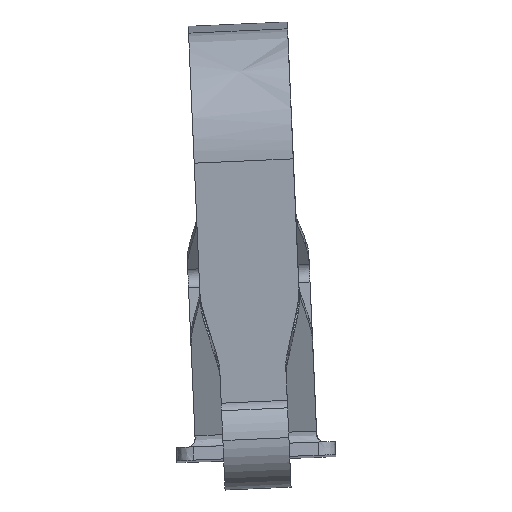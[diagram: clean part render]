
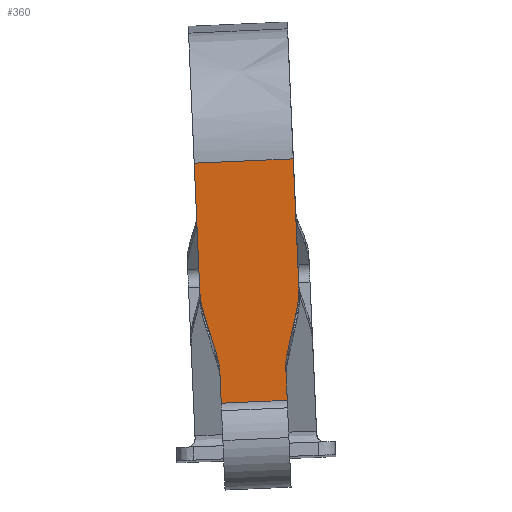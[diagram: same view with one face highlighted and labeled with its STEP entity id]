
A CAD part, front view. The second image highlights one B-rep face of the part: STEP entity #360.
In plain terms, the highlighted planar face has unit normal (0.002, -0.999, -0.052).
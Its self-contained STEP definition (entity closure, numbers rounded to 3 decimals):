
#71=CARTESIAN_POINT('Vertex',(44987.691,1036.452,-2773.343)) ;
#75=CARTESIAN_POINT('Control Point',(44987.691,1036.452,-2773.343)) ;
#76=CARTESIAN_POINT('Control Point',(44987.132,1036.584,-2775.909)) ;
#77=CARTESIAN_POINT('Control Point',(44986.907,1036.72,-2778.548)) ;
#78=CARTESIAN_POINT('Control Point',(44987.022,1036.856,-2781.172)) ;
#79=CARTESIAN_POINT('Vertex',(44987.022,1036.856,-2781.172)) ;
#189=CARTESIAN_POINT('Line Origine',(44987.454,1037.369,-2791.056)) ;
#193=CARTESIAN_POINT('Vertex',(44987.886,1037.881,-2800.941)) ;
#264=CARTESIAN_POINT('Axis2P3D Location',(44961.531,1030.329,-2656.034)) ;
#269=CARTESIAN_POINT('Line Origine',(44990.735,1035.735,-2759.358)) ;
#273=CARTESIAN_POINT('Vertex',(44993.78,1035.017,-2745.373)) ;
#277=CARTESIAN_POINT('Control Point',(44993.78,1035.017,-2745.373)) ;
#278=CARTESIAN_POINT('Control Point',(44994.339,1034.885,-2742.807)) ;
#279=CARTESIAN_POINT('Control Point',(44994.731,1034.751,-2740.204)) ;
#280=CARTESIAN_POINT('Control Point',(44994.956,1034.616,-2737.58)) ;
#281=CARTESIAN_POINT('Control Point',(44995.01,1034.48,-2734.949)) ;
#282=CARTESIAN_POINT('Control Point',(44994.895,1034.344,-2732.325)) ;
#283=CARTESIAN_POINT('Vertex',(44994.895,1034.344,-2732.325)) ;
#286=CARTESIAN_POINT('Line Origine',(44993.199,1032.332,-2693.525)) ;
#290=CARTESIAN_POINT('Vertex',(44991.502,1030.321,-2654.724)) ;
#293=CARTESIAN_POINT('Line Origine',(44961.531,1030.329,-2656.034)) ;
#297=CARTESIAN_POINT('Vertex',(44931.56,1030.338,-2657.344)) ;
#300=CARTESIAN_POINT('Line Origine',(44933.256,1032.349,-2696.145)) ;
#304=CARTESIAN_POINT('Vertex',(44934.953,1034.361,-2734.945)) ;
#308=CARTESIAN_POINT('Control Point',(44937.203,1035.033,-2747.846)) ;
#309=CARTESIAN_POINT('Control Point',(44936.422,1034.902,-2745.338)) ;
#310=CARTESIAN_POINT('Control Point',(44935.804,1034.768,-2742.78)) ;
#311=CARTESIAN_POINT('Control Point',(44935.351,1034.633,-2740.186)) ;
#312=CARTESIAN_POINT('Control Point',(44935.067,1034.497,-2737.569)) ;
#313=CARTESIAN_POINT('Control Point',(44934.953,1034.361,-2734.945)) ;
#314=CARTESIAN_POINT('Vertex',(44937.203,1035.033,-2747.846)) ;
#317=CARTESIAN_POINT('Line Origine',(44941.456,1035.749,-2761.512)) ;
#321=CARTESIAN_POINT('Vertex',(44945.71,1036.464,-2775.178)) ;
#325=CARTESIAN_POINT('Control Point',(44945.71,1036.464,-2775.178)) ;
#326=CARTESIAN_POINT('Control Point',(44946.178,1036.543,-2776.683)) ;
#327=CARTESIAN_POINT('Control Point',(44946.549,1036.623,-2778.218)) ;
#328=CARTESIAN_POINT('Control Point',(44946.821,1036.704,-2779.774)) ;
#329=CARTESIAN_POINT('Control Point',(44946.991,1036.786,-2781.344)) ;
#330=CARTESIAN_POINT('Control Point',(44947.06,1036.868,-2782.918)) ;
#331=CARTESIAN_POINT('Vertex',(44947.06,1036.868,-2782.918)) ;
#334=CARTESIAN_POINT('Line Origine',(44947.492,1037.38,-2792.803)) ;
#338=CARTESIAN_POINT('Vertex',(44947.924,1037.893,-2802.687)) ;
#341=CARTESIAN_POINT('Line Origine',(44967.905,1037.887,-2801.814)) ;
#190=DIRECTION('Vector Direction',(-0.044,-0.052,0.998)) ;
#265=DIRECTION('Axis2P3D Direction',(0.002,-0.999,-0.052)) ;
#266=DIRECTION('Axis2P3D XDirection',(0.044,0.052,-0.998)) ;
#270=DIRECTION('Vector Direction',(0.212,-0.05,0.976)) ;
#287=DIRECTION('Vector Direction',(0.044,0.052,-0.998)) ;
#294=DIRECTION('Vector Direction',(0.999,0.,0.044)) ;
#301=DIRECTION('Vector Direction',(0.044,0.052,-0.998)) ;
#318=DIRECTION('Vector Direction',(-0.297,-0.05,0.954)) ;
#335=DIRECTION('Vector Direction',(-0.044,-0.052,0.998)) ;
#342=DIRECTION('Vector Direction',(-0.999,0.,-0.044)) ;
#267=AXIS2_PLACEMENT_3D('Plane Axis2P3D',#264,#265,#266) ;
#347=ORIENTED_EDGE('',*,*,#195,.T.) ;
#348=ORIENTED_EDGE('',*,*,#81,.F.) ;
#349=ORIENTED_EDGE('',*,*,#275,.T.) ;
#350=ORIENTED_EDGE('',*,*,#285,.T.) ;
#351=ORIENTED_EDGE('',*,*,#292,.F.) ;
#352=ORIENTED_EDGE('',*,*,#299,.T.) ;
#353=ORIENTED_EDGE('',*,*,#306,.T.) ;
#354=ORIENTED_EDGE('',*,*,#316,.F.) ;
#355=ORIENTED_EDGE('',*,*,#323,.F.) ;
#356=ORIENTED_EDGE('',*,*,#333,.T.) ;
#357=ORIENTED_EDGE('',*,*,#340,.F.) ;
#358=ORIENTED_EDGE('',*,*,#345,.F.) ;
#191=VECTOR('Line Direction',#190,1.) ;
#271=VECTOR('Line Direction',#270,1.) ;
#288=VECTOR('Line Direction',#287,1.) ;
#295=VECTOR('Line Direction',#294,1.) ;
#302=VECTOR('Line Direction',#301,1.) ;
#319=VECTOR('Line Direction',#318,1.) ;
#336=VECTOR('Line Direction',#335,1.) ;
#343=VECTOR('Line Direction',#342,1.) ;
#360=ADVANCED_FACE('Corps principal',(#359),#268,.T.) ;
#74=B_SPLINE_CURVE_WITH_KNOTS('',3,(#75,#76,#77,#78),.UNSPECIFIED.,.F.,.U.,(4,4),(0.,11.157),.UNSPECIFIED.) ;
#276=B_SPLINE_CURVE_WITH_KNOTS('',5,(#277,#278,#279,#280,#281,#282),.UNSPECIFIED.,.F.,.U.,(6,6),(0.,18.595),.UNSPECIFIED.) ;
#307=B_SPLINE_CURVE_WITH_KNOTS('',5,(#308,#309,#310,#311,#312,#313),.UNSPECIFIED.,.F.,.U.,(6,6),(0.,18.595),.UNSPECIFIED.) ;
#324=B_SPLINE_CURVE_WITH_KNOTS('',5,(#325,#326,#327,#328,#329,#330),.UNSPECIFIED.,.F.,.U.,(6,6),(0.,11.157),.UNSPECIFIED.) ;
#81=EDGE_CURVE('',#72,#80,#74,.T.) ;
#195=EDGE_CURVE('',#194,#80,#192,.T.) ;
#275=EDGE_CURVE('',#72,#274,#272,.T.) ;
#285=EDGE_CURVE('',#274,#284,#276,.T.) ;
#292=EDGE_CURVE('',#291,#284,#289,.T.) ;
#299=EDGE_CURVE('',#291,#298,#296,.F.) ;
#306=EDGE_CURVE('',#298,#305,#303,.T.) ;
#316=EDGE_CURVE('',#315,#305,#307,.T.) ;
#323=EDGE_CURVE('',#322,#315,#320,.T.) ;
#333=EDGE_CURVE('',#322,#332,#324,.T.) ;
#340=EDGE_CURVE('',#339,#332,#337,.T.) ;
#345=EDGE_CURVE('',#194,#339,#344,.T.) ;
#346=EDGE_LOOP('',(#347,#348,#349,#350,#351,#352,#353,#354,#355,#356,#357,#358)) ;
#359=FACE_OUTER_BOUND('',#346,.T.) ;
#192=LINE('Line',#189,#191) ;
#272=LINE('Line',#269,#271) ;
#289=LINE('Line',#286,#288) ;
#296=LINE('Line',#293,#295) ;
#303=LINE('Line',#300,#302) ;
#320=LINE('Line',#317,#319) ;
#337=LINE('Line',#334,#336) ;
#344=LINE('Line',#341,#343) ;
#268=PLANE('',#267) ;
#72=VERTEX_POINT('',#71) ;
#80=VERTEX_POINT('',#79) ;
#194=VERTEX_POINT('',#193) ;
#274=VERTEX_POINT('',#273) ;
#284=VERTEX_POINT('',#283) ;
#291=VERTEX_POINT('',#290) ;
#298=VERTEX_POINT('',#297) ;
#305=VERTEX_POINT('',#304) ;
#315=VERTEX_POINT('',#314) ;
#322=VERTEX_POINT('',#321) ;
#332=VERTEX_POINT('',#331) ;
#339=VERTEX_POINT('',#338) ;
